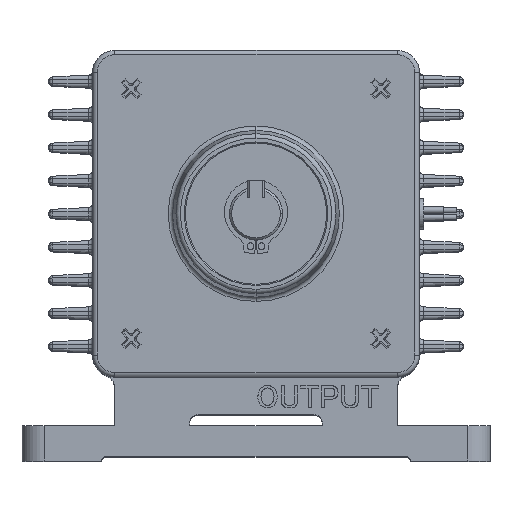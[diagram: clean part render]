
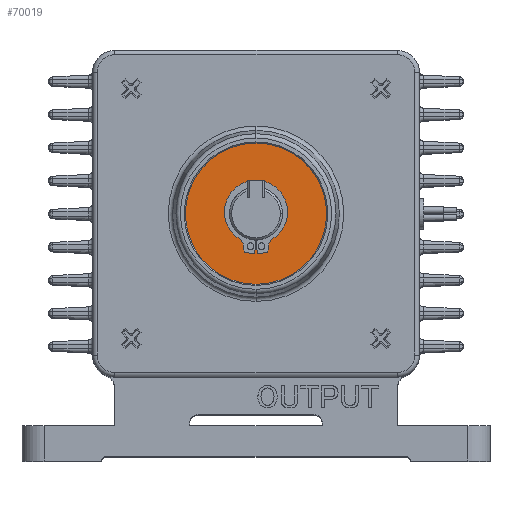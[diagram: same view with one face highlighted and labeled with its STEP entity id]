
A CAD part, top view. The second image highlights one B-rep face of the part: STEP entity #70019.
In plain terms, the highlighted planar face has unit normal (0, 0, 1).
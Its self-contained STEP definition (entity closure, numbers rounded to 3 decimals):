
#1729 = DIRECTION ( 'NONE',  ( 0., 0., 1. ) ) ;
#1737 = VERTEX_POINT ( 'NONE', #49527 ) ;
#1828 = AXIS2_PLACEMENT_3D ( 'NONE', #44811, #9456, #50708 ) ;
#1926 = EDGE_CURVE ( 'NONE', #1737, #61402, #3854, .T. ) ;
#2008 = LINE ( 'NONE', #49032, #33450 ) ;
#2090 = EDGE_CURVE ( 'NONE', #65837, #55621, #74843, .T. ) ;
#2505 = VERTEX_POINT ( 'NONE', #4868 ) ;
#3202 = DIRECTION ( 'NONE',  ( 1., 0., 0. ) ) ;
#3632 = CIRCLE ( 'NONE', #1828, 0.5 ) ;
#3854 = CIRCLE ( 'NONE', #25891, 7.159 ) ;
#4737 = CARTESIAN_POINT ( 'NONE',  ( 2.864, -7.17, 11. ) ) ;
#4868 = CARTESIAN_POINT ( 'NONE',  ( -2.694, -8.457, 11. ) ) ;
#5754 = ORIENTED_EDGE ( 'NONE', *, *, #36694, .T. ) ;
#6185 = VECTOR ( 'NONE', #73628, 1000. ) ;
#6383 = DIRECTION ( 'NONE',  ( 0., 0., -1. ) ) ;
#6898 = CARTESIAN_POINT ( 'NONE',  ( -0.25, -8.947, 11. ) ) ;
#7046 = VECTOR ( 'NONE', #40694, 1000. ) ;
#8430 = EDGE_CURVE ( 'NONE', #43527, #51174, #15610, .T. ) ;
#8887 = LINE ( 'NONE', #34788, #7046 ) ;
#9456 = DIRECTION ( 'NONE',  ( 0., 0., 1. ) ) ;
#9902 = AXIS2_PLACEMENT_3D ( 'NONE', #16179, #57405, #22083 ) ;
#11349 = EDGE_CURVE ( 'NONE', #61402, #20380, #60056, .T. ) ;
#13638 = EDGE_LOOP ( 'NONE', ( #33369, #69076, #5754, #44744, #44593, #76335, #22393, #24441, #35107, #62867, #49132, #72621, #15432, #21616 ) ) ;
#15432 = ORIENTED_EDGE ( 'NONE', *, *, #21514, .F. ) ;
#15610 = LINE ( 'NONE', #25328, #47002 ) ;
#16115 = LINE ( 'NONE', #75877, #47499 ) ;
#16179 = CARTESIAN_POINT ( 'NONE',  ( 0., 0.391, 11. ) ) ;
#16306 = DIRECTION ( 'NONE',  ( 0., 0., -1. ) ) ;
#16600 = VERTEX_POINT ( 'NONE', #4737 ) ;
#17379 = DIRECTION ( 'NONE',  ( 0., 0., -1. ) ) ;
#18733 = AXIS2_PLACEMENT_3D ( 'NONE', #73807, #38536, #3202 ) ;
#18923 = CARTESIAN_POINT ( 'NONE',  ( 0.161, -5.748, 11. ) ) ;
#19172 = CARTESIAN_POINT ( 'NONE',  ( 2.213, -8.892, 11. ) ) ;
#20380 = VERTEX_POINT ( 'NONE', #40519 ) ;
#20483 = CARTESIAN_POINT ( 'NONE',  ( 0., 16., 11. ) ) ;
#21382 = EDGE_CURVE ( 'NONE', #2505, #66498, #37329, .T. ) ;
#21514 = EDGE_CURVE ( 'NONE', #22233, #16600, #16115, .T. ) ;
#21616 = ORIENTED_EDGE ( 'NONE', *, *, #27498, .F. ) ;
#21684 = VERTEX_POINT ( 'NONE', #70706 ) ;
#22083 = DIRECTION ( 'NONE',  ( 1., 0., 0. ) ) ;
#22125 = CARTESIAN_POINT ( 'NONE',  ( -4.965, -7.447, 11. ) ) ;
#22233 = VERTEX_POINT ( 'NONE', #28667 ) ;
#22280 = DIRECTION ( 'NONE',  ( 0., 0., 1. ) ) ;
#22393 = ORIENTED_EDGE ( 'NONE', *, *, #24847, .F. ) ;
#23697 = LINE ( 'NONE', #44345, #6185 ) ;
#24022 = CARTESIAN_POINT ( 'NONE',  ( 0., -16., 11. ) ) ;
#24441 = ORIENTED_EDGE ( 'NONE', *, *, #63023, .F. ) ;
#24715 = EDGE_LOOP ( 'NONE', ( #51108, #46784 ) ) ;
#24816 = DIRECTION ( 'NONE',  ( 0.028, -1., 0. ) ) ;
#24847 = EDGE_CURVE ( 'NONE', #69980, #2505, #2008, .T. ) ;
#24853 = FACE_BOUND ( 'NONE', #13638, .T. ) ;
#25328 = CARTESIAN_POINT ( 'NONE',  ( 0.25, -8.947, 11. ) ) ;
#25891 = AXIS2_PLACEMENT_3D ( 'NONE', #31229, #51563, #53668 ) ;
#27498 = EDGE_CURVE ( 'NONE', #51174, #22233, #3632, .T. ) ;
#27708 = VERTEX_POINT ( 'NONE', #34995 ) ;
#28054 = DIRECTION ( 'NONE',  ( -1., 0., 0. ) ) ;
#28667 = CARTESIAN_POINT ( 'NONE',  ( 2.694, -8.457, 11. ) ) ;
#28776 = CARTESIAN_POINT ( 'NONE',  ( 7.159, 0.391, 11. ) ) ;
#30326 = CARTESIAN_POINT ( 'NONE',  ( 0., 0., 11. ) ) ;
#31226 = VECTOR ( 'NONE', #24816, 1000. ) ;
#31229 = CARTESIAN_POINT ( 'NONE',  ( 0., 0.391, 11. ) ) ;
#31629 = EDGE_CURVE ( 'NONE', #48228, #21684, #23697, .T. ) ;
#31914 = CARTESIAN_POINT ( 'NONE',  ( 0.25, -8.947, 11. ) ) ;
#33369 = ORIENTED_EDGE ( 'NONE', *, *, #8430, .F. ) ;
#33450 = VECTOR ( 'NONE', #60554, 1000. ) ;
#34788 = CARTESIAN_POINT ( 'NONE',  ( -2.213, -8.892, 11. ) ) ;
#34995 = CARTESIAN_POINT ( 'NONE',  ( -3.831, -5.656, 11. ) ) ;
#35107 = ORIENTED_EDGE ( 'NONE', *, *, #50236, .F. ) ;
#36293 = DIRECTION ( 'NONE',  ( 1., 0., 0. ) ) ;
#36325 = CIRCLE ( 'NONE', #73513, 2.119 ) ;
#36694 = EDGE_CURVE ( 'NONE', #46124, #21684, #37327, .T. ) ;
#37101 = AXIS2_PLACEMENT_3D ( 'NONE', #22125, #63330, #28054 ) ;
#37327 = CIRCLE ( 'NONE', #65330, 5.75 ) ;
#37329 = CIRCLE ( 'NONE', #49649, 0.5 ) ;
#38536 = DIRECTION ( 'NONE',  ( 0., 0., 1. ) ) ;
#39770 = PLANE ( 'NONE',  #58977 ) ;
#40519 = CARTESIAN_POINT ( 'NONE',  ( -7.159, 0.391, 11. ) ) ;
#40567 = FACE_OUTER_BOUND ( 'NONE', #24715, .T. ) ;
#40694 = DIRECTION ( 'NONE',  ( 1., -0.028, 0. ) ) ;
#41735 = CARTESIAN_POINT ( 'NONE',  ( 4.965, -7.447, 11. ) ) ;
#42034 = CARTESIAN_POINT ( 'NONE',  ( 0.161, -5.748, 11. ) ) ;
#43527 = VERTEX_POINT ( 'NONE', #31914 ) ;
#44345 = CARTESIAN_POINT ( 'NONE',  ( -0.25, -8.947, 11. ) ) ;
#44492 = EDGE_CURVE ( 'NONE', #55621, #65837, #55975, .T. ) ;
#44593 = ORIENTED_EDGE ( 'NONE', *, *, #65524, .F. ) ;
#44744 = ORIENTED_EDGE ( 'NONE', *, *, #31629, .F. ) ;
#44811 = CARTESIAN_POINT ( 'NONE',  ( 2.199, -8.392, 11. ) ) ;
#45735 = CARTESIAN_POINT ( 'NONE',  ( 0., 0., 11. ) ) ;
#46124 = VERTEX_POINT ( 'NONE', #42034 ) ;
#46576 = DIRECTION ( 'NONE',  ( 0.131, 0.991, 0. ) ) ;
#46784 = ORIENTED_EDGE ( 'NONE', *, *, #2090, .T. ) ;
#47002 = VECTOR ( 'NONE', #66523, 1000. ) ;
#47499 = VECTOR ( 'NONE', #46576, 1000. ) ;
#47649 = DIRECTION ( 'NONE',  ( -1., 0., 0. ) ) ;
#48228 = VERTEX_POINT ( 'NONE', #6898 ) ;
#48853 = CARTESIAN_POINT ( 'NONE',  ( -2.213, -8.892, 11. ) ) ;
#49032 = CARTESIAN_POINT ( 'NONE',  ( -2.864, -7.17, 11. ) ) ;
#49132 = ORIENTED_EDGE ( 'NONE', *, *, #1926, .F. ) ;
#49527 = CARTESIAN_POINT ( 'NONE',  ( 3.831, -5.656, 11. ) ) ;
#49649 = AXIS2_PLACEMENT_3D ( 'NONE', #57602, #22280, #63500 ) ;
#50236 = EDGE_CURVE ( 'NONE', #20380, #27708, #70484, .T. ) ;
#50708 = DIRECTION ( 'NONE',  ( 1., 0., 0. ) ) ;
#51108 = ORIENTED_EDGE ( 'NONE', *, *, #44492, .T. ) ;
#51174 = VERTEX_POINT ( 'NONE', #19172 ) ;
#51563 = DIRECTION ( 'NONE',  ( 0., 0., 1. ) ) ;
#51927 = EDGE_CURVE ( 'NONE', #16600, #1737, #36325, .T. ) ;
#52697 = CARTESIAN_POINT ( 'NONE',  ( 0., 0., 11. ) ) ;
#53600 = AXIS2_PLACEMENT_3D ( 'NONE', #54585, #1729, #64113 ) ;
#53668 = DIRECTION ( 'NONE',  ( 1., 0., 0. ) ) ;
#54585 = CARTESIAN_POINT ( 'NONE',  ( 0., 0., 11. ) ) ;
#55585 = AXIS2_PLACEMENT_3D ( 'NONE', #30326, #71524, #36293 ) ;
#55621 = VERTEX_POINT ( 'NONE', #24022 ) ;
#55975 = CIRCLE ( 'NONE', #55585, 16. ) ;
#57405 = DIRECTION ( 'NONE',  ( 0., 0., 1. ) ) ;
#57531 = DIRECTION ( 'NONE',  ( -1., 0., 0. ) ) ;
#57602 = CARTESIAN_POINT ( 'NONE',  ( -2.199, -8.392, 11. ) ) ;
#58591 = DIRECTION ( 'NONE',  ( -1., 0., 0. ) ) ;
#58870 = LINE ( 'NONE', #18923, #31226 ) ;
#58977 = AXIS2_PLACEMENT_3D ( 'NONE', #45735, #16306, #57531 ) ;
#60056 = CIRCLE ( 'NONE', #9902, 7.159 ) ;
#60554 = DIRECTION ( 'NONE',  ( 0.131, -0.991, 0. ) ) ;
#61402 = VERTEX_POINT ( 'NONE', #28776 ) ;
#62867 = ORIENTED_EDGE ( 'NONE', *, *, #11349, .F. ) ;
#63023 = EDGE_CURVE ( 'NONE', #27708, #69980, #64252, .T. ) ;
#63156 = CARTESIAN_POINT ( 'NONE',  ( -2.864, -7.17, 11. ) ) ;
#63330 = DIRECTION ( 'NONE',  ( 0., 0., -1. ) ) ;
#63500 = DIRECTION ( 'NONE',  ( 1., 0., 0. ) ) ;
#64113 = DIRECTION ( 'NONE',  ( 1., 0., 0. ) ) ;
#64252 = CIRCLE ( 'NONE', #37101, 2.119 ) ;
#65330 = AXIS2_PLACEMENT_3D ( 'NONE', #52697, #17379, #58591 ) ;
#65524 = EDGE_CURVE ( 'NONE', #66498, #48228, #8887, .T. ) ;
#65837 = VERTEX_POINT ( 'NONE', #20483 ) ;
#66498 = VERTEX_POINT ( 'NONE', #48853 ) ;
#66523 = DIRECTION ( 'NONE',  ( 1., 0.028, 0. ) ) ;
#69076 = ORIENTED_EDGE ( 'NONE', *, *, #71492, .F. ) ;
#69980 = VERTEX_POINT ( 'NONE', #63156 ) ;
#70019 = ADVANCED_FACE ( 'NONE', ( #24853, #40567 ), #39770, .F. ) ;
#70484 = CIRCLE ( 'NONE', #18733, 7.159 ) ;
#70706 = CARTESIAN_POINT ( 'NONE',  ( -0.161, -5.748, 11. ) ) ;
#71492 = EDGE_CURVE ( 'NONE', #46124, #43527, #58870, .T. ) ;
#71524 = DIRECTION ( 'NONE',  ( 0., 0., 1. ) ) ;
#72621 = ORIENTED_EDGE ( 'NONE', *, *, #51927, .F. ) ;
#73513 = AXIS2_PLACEMENT_3D ( 'NONE', #41735, #6383, #47649 ) ;
#73628 = DIRECTION ( 'NONE',  ( 0.028, 1., 0. ) ) ;
#73807 = CARTESIAN_POINT ( 'NONE',  ( 0., 0.391, 11. ) ) ;
#74843 = CIRCLE ( 'NONE', #53600, 16. ) ;
#75877 = CARTESIAN_POINT ( 'NONE',  ( 2.694, -8.457, 11. ) ) ;
#76335 = ORIENTED_EDGE ( 'NONE', *, *, #21382, .F. ) ;
